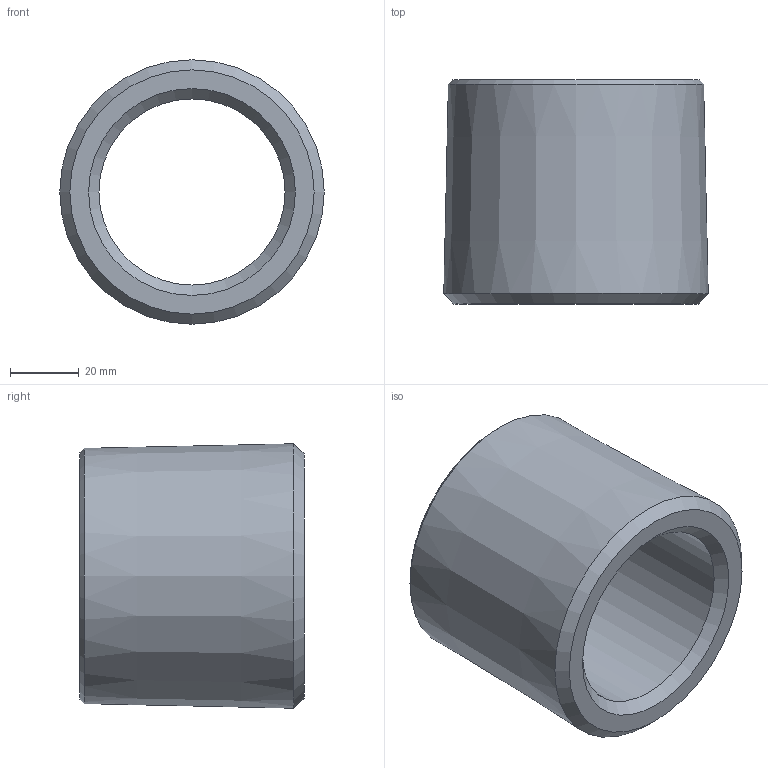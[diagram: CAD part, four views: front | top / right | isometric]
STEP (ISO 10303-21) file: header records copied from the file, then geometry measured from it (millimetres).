
FILE_DESCRIPTION(('HOOPS Exchange Step'),'2;1');
FILE_NAME('temp_export','2024-09-26T14:19:18+02:00',('nexusfinance'),('Shapr3D Limited'),'HOOPS Exchange 2023.2','Shapr3D','Authorized');
FILE_SCHEMA( ('AUTOMOTIVE_DESIGN { 1 0 10303 214 1 1 1 1 }') );
Length unit declared in the file: millimetre
Products named in the file (2): PO-1140940-168484-Part435998-Qnt1-250ml red bull can adapter v2 2.stp; root
Assembly tree (1 placements, depth 2):
  root
    PO-1140940-168484-Part435998-Qnt1-250ml red bull can adapter v2 2.stp
Bounding box: 76.71 x 65 x 76.71 mm (x, y, z)
Volume: 139380.3 mm3; surface area: 29765.2 mm2
Topology: 1 solids, 1 shells, 8 faces, 23 edges, 17 vertices
Faces by surface type: cone 5, plane 2, cylinder 1
Full cylindrical faces by diameter (mm): 54 x1
Entity records: 331 total; most frequent: DIRECTION 60, CARTESIAN_POINT 50, ORIENTED_EDGE 46, AXIS2_PLACEMENT_3D 27, EDGE_CURVE 23, VERTEX_POINT 17, CIRCLE 17, EDGE_LOOP 10
